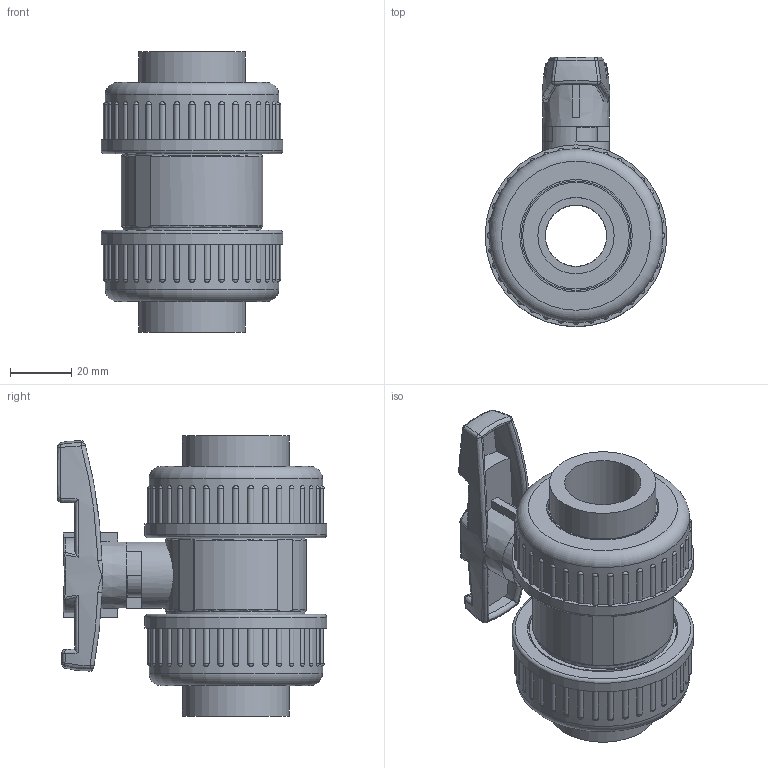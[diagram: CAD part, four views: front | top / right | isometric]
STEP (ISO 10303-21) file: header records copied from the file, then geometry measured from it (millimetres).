
FILE_DESCRIPTION(/* description */ (''),/* implementation_level */ '2;1');
FILE_NAME(/* name */ '25双由令球阀(灰）.stp',/* time_stamp */ '2024-10-24T14:26:05+08:00',/* author */ (''),/* organization */ (''),/* preprocessor_version */ 'ST-DEVELOPER v16',/* originating_system */ 'SIEMENS PLM Software NX 10.0',/* authorisation */ '');
FILE_SCHEMA (('AUTOMOTIVE_DESIGN { 1 0 10303 214 3 1 1 1 }'));
Length unit declared in the file: millimetre
Products named in the file (1): gelv1348DCACuh36
Bounding box: 59.5 x 88.17 x 91.7 mm (x, y, z)
Volume: 148366.5 mm3; surface area: 87762.3 mm2
Topology: 16 solids, 16 shells, 585 faces, 1484 edges, 954 vertices
Faces by surface type: cylinder 208, plane 175, bspline 134, torus 48, sphere 17, cone 3
Full cylindrical faces by diameter (mm): 9.7 x4, 14 x3, 14.4 x1, 15.3 x2, 17.1 x1, 20 x3, 20.1 x2, 20.3 x1, 20.5 x1, 21.7 x1, 23.9 x2, 24.4 x1, 24.5 x2, 25 x2, 28.5 x4, 31 x2, 31.5 x2, 33 x2, 33.7 x1, 34.9 x2, 35.8 x2, 36.8 x2, 38.4 x1, 40.6 x1, 43.2 x2, 45.2 x9, 49.2 x14, 56.8 x2, 59.5 x2
Entity records: 27464 total; most frequent: CARTESIAN_POINT 15006, ORIENTED_EDGE 2560, DIRECTION 2414, EDGE_CURVE 1280, AXIS2_PLACEMENT_3D 1020, VERTEX_POINT 880, EDGE_LOOP 730, CIRCLE 587
